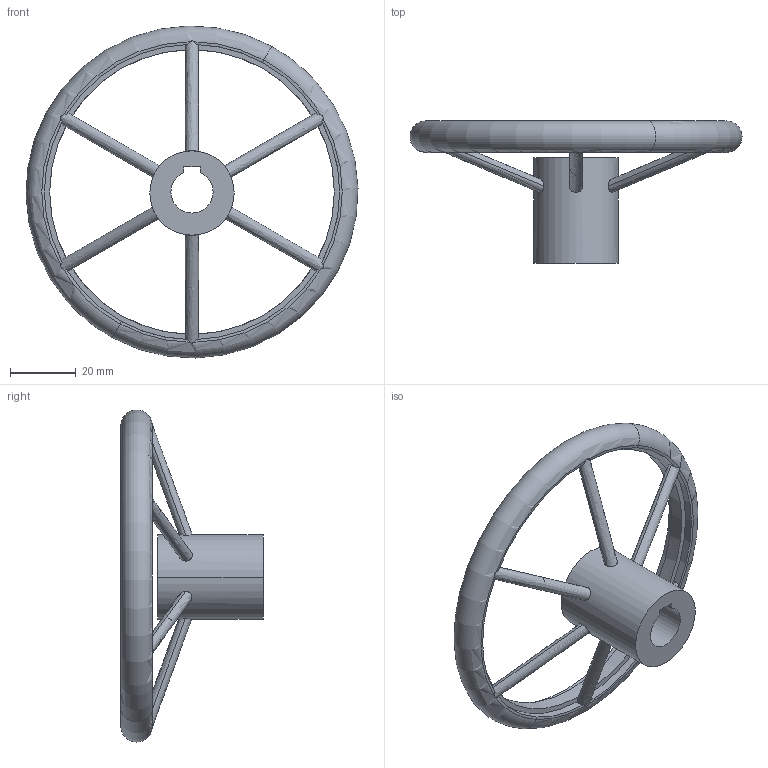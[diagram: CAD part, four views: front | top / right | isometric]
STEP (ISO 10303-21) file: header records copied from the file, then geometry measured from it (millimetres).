
FILE_DESCRIPTION (( 'STEP AP203' ), '1' );
FILE_NAME ('Solidworks_Ring_Blades.STEP', '2025-09-15T21:53:21', ( '' ), ( '' ), 'SwSTEP 2.0', 'SolidWorks 2023', '' );
FILE_SCHEMA (( 'CONFIG_CONTROL_DESIGN' ));
Length unit declared in the file: millimetre
Products named in the file (1): Solidworks_Ring_Blades
Bounding box: 100.77 x 43.2 x 100.77 mm (x, y, z)
Volume: 29508.8 mm3; surface area: 15595 mm2
Topology: 1 solids, 1 shells, 51 faces, 158 edges, 104 vertices
Faces by surface type: cylinder 15, bspline 12, plane 12, torus 12
Entity records: 3096 total; most frequent: CARTESIAN_POINT 1721, ORIENTED_EDGE 316, DIRECTION 222, EDGE_CURVE 158, VERTEX_POINT 104, AXIS2_PLACEMENT_3D 96, B_SPLINE_CURVE_WITH_KNOTS 72, EDGE_LOOP 60
